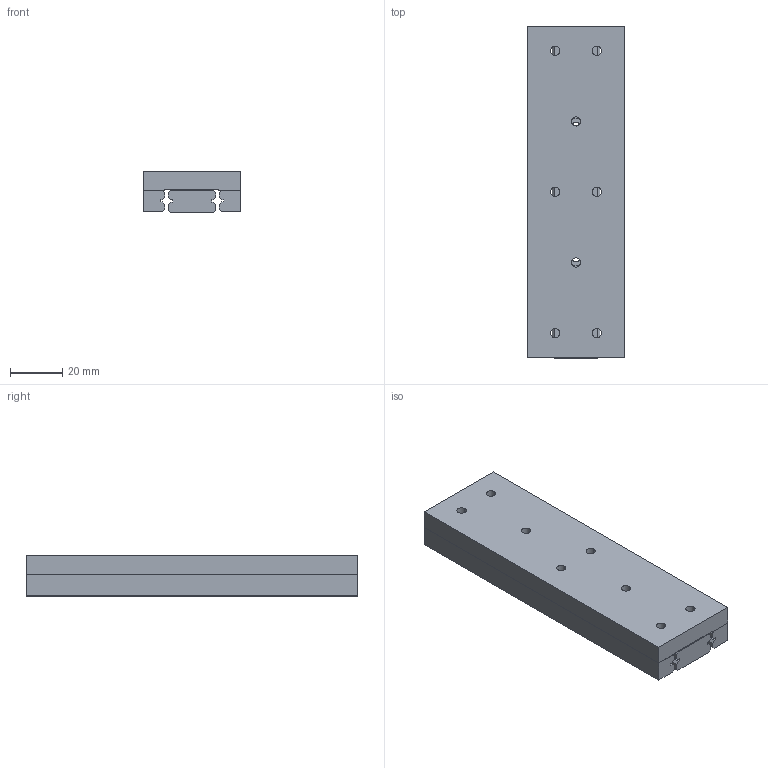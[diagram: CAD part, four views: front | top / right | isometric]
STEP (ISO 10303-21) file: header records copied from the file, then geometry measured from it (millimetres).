
FILE_DESCRIPTION((''),'2;1');
FILE_NAME('LP15-5-4.stp','2003-11-08T18:14:29',('Raul'),(''),'Autodesk Inventor (tm) 5.3','Autodesk Inventor (tm) 5.3','');
FILE_SCHEMA(('CONFIG_CONTROL_DESIGN'));
Length unit declared in the file: inch
Products named in the file (5): LP15-5-4; LP15-5-4 TOP-PLATE; LP15-5-4 SLIDE; LP15-5-4 RAIL-1; LP15-5-4 RAIL-2
Assembly tree (4 placements, depth 2):
  LP15-5-4
    LP15-5-4 TOP-PLATE
    LP15-5-4 SLIDE
    LP15-5-4 RAIL-1
    LP15-5-4 RAIL-2
Bounding box: 37.45 x 127 x 15.93 mm (x, y, z)
Volume: 67423 mm3; surface area: 29594.3 mm2
Topology: 4 solids, 4 shells, 109 faces, 288 edges, 192 vertices
Faces by surface type: plane 60, bspline 49
Entity records: 4671 total; most frequent: CARTESIAN_POINT 1361, ORIENTED_EDGE 576, DIRECTION 514, EDGE_CURVE 288, VECTOR 200, LINE 200, VERTEX_POINT 192, AXIS2_PLACEMENT_3D 157
